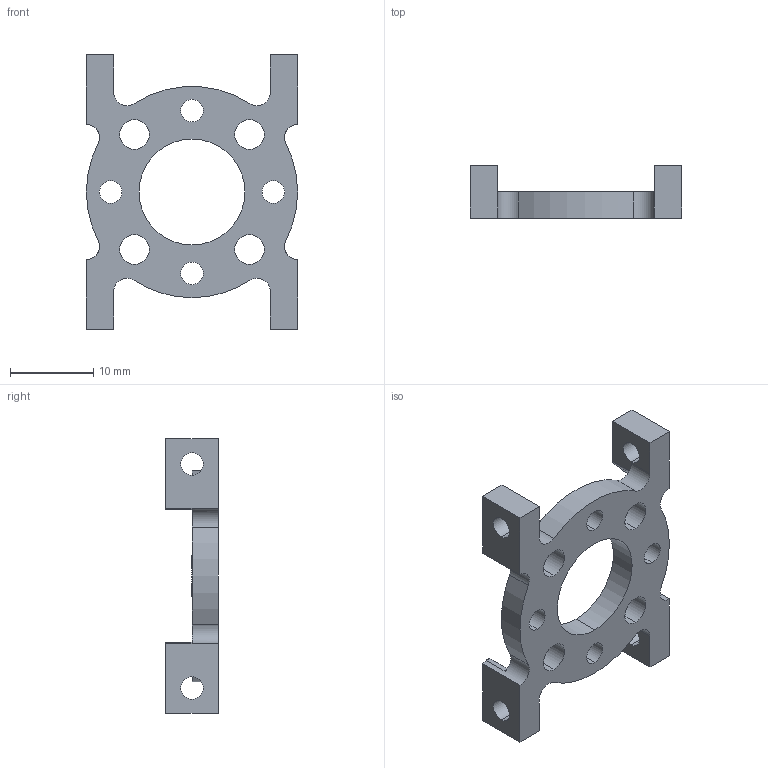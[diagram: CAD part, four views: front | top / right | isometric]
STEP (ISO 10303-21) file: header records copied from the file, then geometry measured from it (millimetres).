
FILE_DESCRIPTION (( 'STEP AP214' ), '1' );
FILE_NAME ('545420.step', '2017-10-17T00:59:08', ( '' ), ( '' ), 'SwSTEP 2.0', 'SolidWorks 2017', '' );
FILE_SCHEMA (( 'AUTOMOTIVE_DESIGN' ));
Length unit declared in the file: inch
Products named in the file (1): 545420
Bounding box: 25.4 x 6.35 x 33.02 mm (x, y, z)
Volume: 1654.9 mm3; surface area: 2072 mm2
Topology: 1 solids, 1 shells, 73 faces, 213 edges, 142 vertices
Faces by surface type: cylinder 55, plane 18
Entity records: 2573 total; most frequent: DIRECTION 475, CARTESIAN_POINT 429, ORIENTED_EDGE 426, EDGE_CURVE 213, AXIS2_PLACEMENT_3D 188, VERTEX_POINT 142, CIRCLE 114, LINE 99
